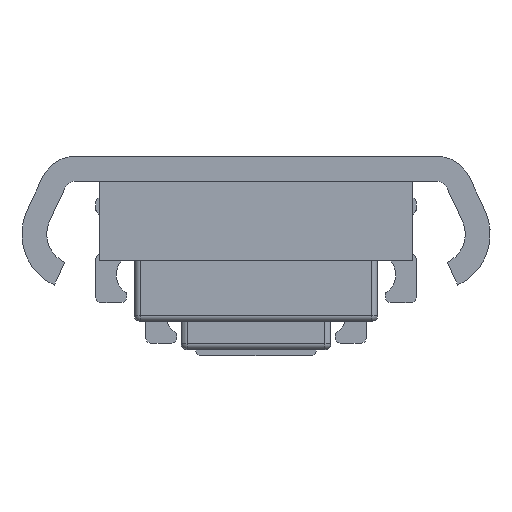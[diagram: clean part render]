
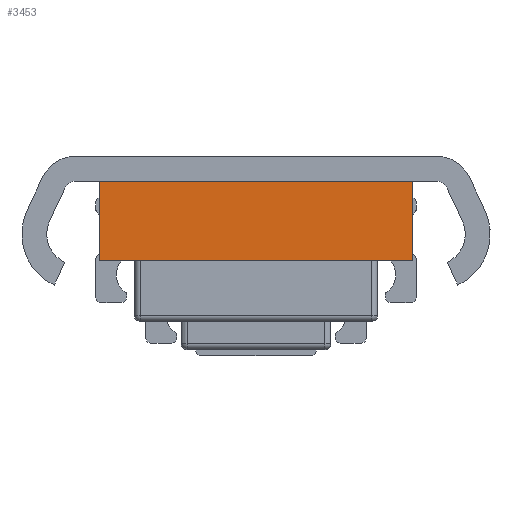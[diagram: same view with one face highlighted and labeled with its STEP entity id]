
A CAD part, left-side view. The second image highlights one B-rep face of the part: STEP entity #3453.
In plain terms, the highlighted planar face has unit normal (-1, 0, 0).
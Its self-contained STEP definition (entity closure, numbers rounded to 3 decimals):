
#93=PLANE('',#3851);
#313=LINE('',#5905,#575);
#314=LINE('',#5907,#576);
#315=LINE('',#5909,#577);
#316=LINE('',#5910,#578);
#575=VECTOR('',#4827,12.7);
#576=VECTOR('',#4828,50.);
#577=VECTOR('',#4829,12.7);
#578=VECTOR('',#4830,50.);
#835=FACE_OUTER_BOUND('',#1083,.T.);
#1083=EDGE_LOOP('',(#2973,#2974,#2975,#2976));
#1649=VERTEX_POINT('',#5903);
#1650=VERTEX_POINT('',#5904);
#1651=VERTEX_POINT('',#5906);
#1652=VERTEX_POINT('',#5908);
#2093=EDGE_CURVE('',#1649,#1650,#313,.T.);
#2094=EDGE_CURVE('',#1651,#1650,#314,.T.);
#2095=EDGE_CURVE('',#1652,#1651,#315,.T.);
#2096=EDGE_CURVE('',#1652,#1649,#316,.T.);
#2973=ORIENTED_EDGE('',*,*,#2093,.T.);
#2974=ORIENTED_EDGE('',*,*,#2094,.F.);
#2975=ORIENTED_EDGE('',*,*,#2095,.F.);
#2976=ORIENTED_EDGE('',*,*,#2096,.T.);
#3453=ADVANCED_FACE('',(#835),#93,.F.);
#3851=AXIS2_PLACEMENT_3D('',#5902,#4825,#4826);
#4825=DIRECTION('center_axis',(1.,0.,0.));
#4826=DIRECTION('ref_axis',(0.,0.,-1.));
#4827=DIRECTION('',(0.,0.,1.));
#4828=DIRECTION('',(0.,-1.,0.));
#4829=DIRECTION('',(0.,0.,1.));
#4830=DIRECTION('',(0.,-1.,0.));
#5902=CARTESIAN_POINT('Origin',(-298.85,25.,-16.7));
#5903=CARTESIAN_POINT('',(-298.85,-25.,-16.7));
#5904=CARTESIAN_POINT('',(-298.85,-25.,-4.));
#5905=CARTESIAN_POINT('',(-298.85,-25.,-16.7));
#5906=CARTESIAN_POINT('',(-298.85,25.,-4.));
#5907=CARTESIAN_POINT('',(-298.85,25.,-4.));
#5908=CARTESIAN_POINT('',(-298.85,25.,-16.7));
#5909=CARTESIAN_POINT('',(-298.85,25.,-16.7));
#5910=CARTESIAN_POINT('',(-298.85,25.,-16.7));
